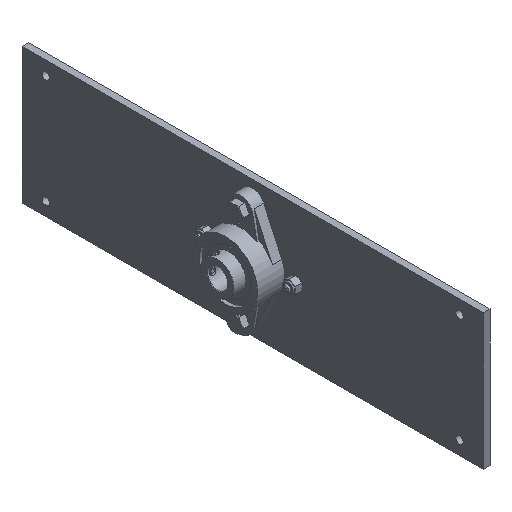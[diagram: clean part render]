
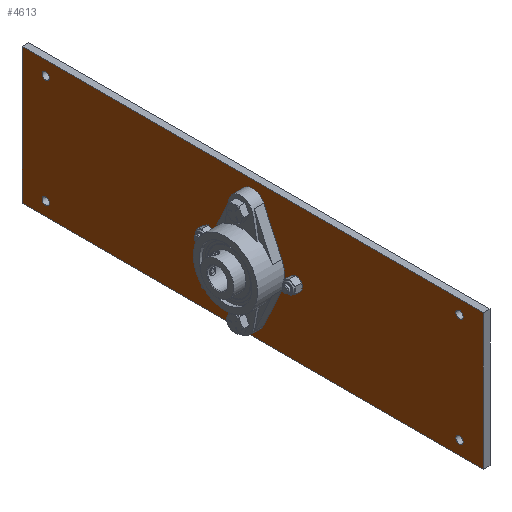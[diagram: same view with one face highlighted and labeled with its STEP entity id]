
A CAD part, isometric view. The second image highlights one B-rep face of the part: STEP entity #4613.
In plain terms, the highlighted planar face has unit normal (-1, 0, 0).
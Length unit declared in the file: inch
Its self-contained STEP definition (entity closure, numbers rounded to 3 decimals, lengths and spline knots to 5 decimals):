
#411=LINE('',#7077,#609);
#412=LINE('',#7079,#610);
#413=LINE('',#7081,#611);
#414=LINE('',#7082,#612);
#609=VECTOR('',#5773,39.37008);
#610=VECTOR('',#5774,39.37008);
#611=VECTOR('',#5775,39.37008);
#612=VECTOR('',#5776,39.37008);
#807=PLANE('',#5184);
#952=FACE_BOUND('',#1462,.T.);
#953=FACE_BOUND('',#1463,.T.);
#954=FACE_BOUND('',#1464,.T.);
#955=FACE_BOUND('',#1465,.T.);
#956=FACE_BOUND('',#1466,.T.);
#957=FACE_BOUND('',#1467,.T.);
#958=FACE_BOUND('',#1468,.T.);
#959=FACE_BOUND('',#1469,.T.);
#960=FACE_BOUND('',#1470,.T.);
#1156=FACE_OUTER_BOUND('',#1461,.T.);
#1461=EDGE_LOOP('',(#3292,#3293,#3294,#3295));
#1462=EDGE_LOOP('',(#3296));
#1463=EDGE_LOOP('',(#3297));
#1464=EDGE_LOOP('',(#3298));
#1465=EDGE_LOOP('',(#3299));
#1466=EDGE_LOOP('',(#3300));
#1467=EDGE_LOOP('',(#3301));
#1468=EDGE_LOOP('',(#3302));
#1469=EDGE_LOOP('',(#3303));
#1470=EDGE_LOOP('',(#3304));
#1943=CIRCLE('',#5158,0.1955);
#1945=CIRCLE('',#5161,0.1955);
#1947=CIRCLE('',#5164,0.133);
#1949=CIRCLE('',#5167,0.133);
#1951=CIRCLE('',#5170,0.133);
#1953=CIRCLE('',#5173,0.133);
#1955=CIRCLE('',#5176,0.1325);
#1957=CIRCLE('',#5179,0.1325);
#1959=CIRCLE('',#5182,0.6325);
#2176=VERTEX_POINT('',#7030);
#2178=VERTEX_POINT('',#7035);
#2180=VERTEX_POINT('',#7040);
#2182=VERTEX_POINT('',#7045);
#2184=VERTEX_POINT('',#7050);
#2186=VERTEX_POINT('',#7055);
#2188=VERTEX_POINT('',#7060);
#2190=VERTEX_POINT('',#7065);
#2192=VERTEX_POINT('',#7070);
#2194=VERTEX_POINT('',#7075);
#2195=VERTEX_POINT('',#7076);
#2196=VERTEX_POINT('',#7078);
#2197=VERTEX_POINT('',#7080);
#2641=EDGE_CURVE('',#2176,#2176,#1943,.T.);
#2643=EDGE_CURVE('',#2178,#2178,#1945,.T.);
#2645=EDGE_CURVE('',#2180,#2180,#1947,.T.);
#2647=EDGE_CURVE('',#2182,#2182,#1949,.T.);
#2649=EDGE_CURVE('',#2184,#2184,#1951,.T.);
#2651=EDGE_CURVE('',#2186,#2186,#1953,.T.);
#2653=EDGE_CURVE('',#2188,#2188,#1955,.T.);
#2655=EDGE_CURVE('',#2190,#2190,#1957,.T.);
#2657=EDGE_CURVE('',#2192,#2192,#1959,.T.);
#2659=EDGE_CURVE('',#2194,#2195,#411,.T.);
#2660=EDGE_CURVE('',#2196,#2194,#412,.T.);
#2661=EDGE_CURVE('',#2196,#2197,#413,.T.);
#2662=EDGE_CURVE('',#2197,#2195,#414,.T.);
#3292=ORIENTED_EDGE('',*,*,#2659,.F.);
#3293=ORIENTED_EDGE('',*,*,#2660,.F.);
#3294=ORIENTED_EDGE('',*,*,#2661,.T.);
#3295=ORIENTED_EDGE('',*,*,#2662,.T.);
#3296=ORIENTED_EDGE('',*,*,#2641,.T.);
#3297=ORIENTED_EDGE('',*,*,#2643,.T.);
#3298=ORIENTED_EDGE('',*,*,#2645,.T.);
#3299=ORIENTED_EDGE('',*,*,#2647,.T.);
#3300=ORIENTED_EDGE('',*,*,#2649,.T.);
#3301=ORIENTED_EDGE('',*,*,#2651,.T.);
#3302=ORIENTED_EDGE('',*,*,#2653,.T.);
#3303=ORIENTED_EDGE('',*,*,#2655,.T.);
#3304=ORIENTED_EDGE('',*,*,#2657,.T.);
#4613=ADVANCED_FACE('',(#1156,#952,#953,#954,#955,#956,#957,#958,#959,#960),
#807,.T.);
#5158=AXIS2_PLACEMENT_3D('',#7031,#5719,#5720);
#5161=AXIS2_PLACEMENT_3D('',#7036,#5725,#5726);
#5164=AXIS2_PLACEMENT_3D('',#7041,#5731,#5732);
#5167=AXIS2_PLACEMENT_3D('',#7046,#5737,#5738);
#5170=AXIS2_PLACEMENT_3D('',#7051,#5743,#5744);
#5173=AXIS2_PLACEMENT_3D('',#7056,#5749,#5750);
#5176=AXIS2_PLACEMENT_3D('',#7061,#5755,#5756);
#5179=AXIS2_PLACEMENT_3D('',#7066,#5761,#5762);
#5182=AXIS2_PLACEMENT_3D('',#7071,#5767,#5768);
#5184=AXIS2_PLACEMENT_3D('',#7074,#5771,#5772);
#5719=DIRECTION('center_axis',(1.,0.,0.));
#5720=DIRECTION('ref_axis',(0.,0.,1.));
#5725=DIRECTION('center_axis',(1.,0.,0.));
#5726=DIRECTION('ref_axis',(0.,0.,1.));
#5731=DIRECTION('center_axis',(1.,0.,0.));
#5732=DIRECTION('ref_axis',(0.,0.,1.));
#5737=DIRECTION('center_axis',(1.,0.,0.));
#5738=DIRECTION('ref_axis',(0.,0.,1.));
#5743=DIRECTION('center_axis',(1.,0.,0.));
#5744=DIRECTION('ref_axis',(0.,0.,1.));
#5749=DIRECTION('center_axis',(1.,0.,0.));
#5750=DIRECTION('ref_axis',(0.,0.,1.));
#5755=DIRECTION('center_axis',(1.,0.,0.));
#5756=DIRECTION('ref_axis',(0.,0.,1.));
#5761=DIRECTION('center_axis',(1.,0.,0.));
#5762=DIRECTION('ref_axis',(0.,0.,1.));
#5767=DIRECTION('center_axis',(1.,0.,0.));
#5768=DIRECTION('ref_axis',(0.,0.,1.));
#5771=DIRECTION('center_axis',(-1.,0.,0.));
#5772=DIRECTION('ref_axis',(0.,0.,1.));
#5773=DIRECTION('',(0.,0.,-1.));
#5774=DIRECTION('',(0.,-1.,0.));
#5775=DIRECTION('',(0.,0.,-1.));
#5776=DIRECTION('',(0.,-1.,0.));
#7030=CARTESIAN_POINT('',(-6.5,0.,65.414));
#7031=CARTESIAN_POINT('Origin',(-6.5,0.,65.6095));
#7035=CARTESIAN_POINT('',(-6.5,0.,68.945));
#7036=CARTESIAN_POINT('Origin',(-6.5,0.,69.1405));
#7040=CARTESIAN_POINT('',(-6.5,7.625,65.242));
#7041=CARTESIAN_POINT('Origin',(-6.5,7.625,65.375));
#7045=CARTESIAN_POINT('',(-6.5,7.625,69.242));
#7046=CARTESIAN_POINT('Origin',(-6.5,7.625,69.375));
#7050=CARTESIAN_POINT('',(-6.5,-7.625,65.242));
#7051=CARTESIAN_POINT('Origin',(-6.5,-7.625,65.375));
#7055=CARTESIAN_POINT('',(-6.5,-7.625,69.242));
#7056=CARTESIAN_POINT('Origin',(-6.5,-7.625,69.375));
#7060=CARTESIAN_POINT('',(-6.5,1.615,67.2425));
#7061=CARTESIAN_POINT('Origin',(-6.5,1.615,67.375));
#7065=CARTESIAN_POINT('',(-6.5,-1.615,67.2425));
#7066=CARTESIAN_POINT('Origin',(-6.5,-1.615,67.375));
#7070=CARTESIAN_POINT('',(-6.5,0.,66.7425));
#7071=CARTESIAN_POINT('Origin',(-6.5,0.,67.375));
#7074=CARTESIAN_POINT('Origin',(-6.5,8.5,82.));
#7075=CARTESIAN_POINT('',(-6.5,-8.5,69.875));
#7076=CARTESIAN_POINT('',(-6.5,-8.5,64.875));
#7077=CARTESIAN_POINT('',(-6.5,-8.5,82.));
#7078=CARTESIAN_POINT('',(-6.5,8.5,69.875));
#7079=CARTESIAN_POINT('',(-6.5,8.5,69.875));
#7080=CARTESIAN_POINT('',(-6.5,8.5,64.875));
#7081=CARTESIAN_POINT('',(-6.5,8.5,82.));
#7082=CARTESIAN_POINT('',(-6.5,8.5,64.875));
